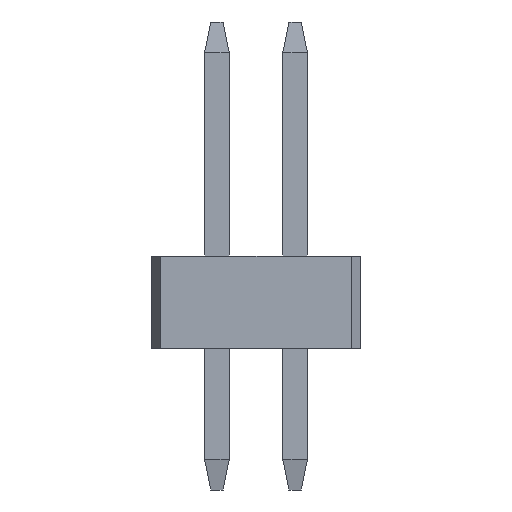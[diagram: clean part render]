
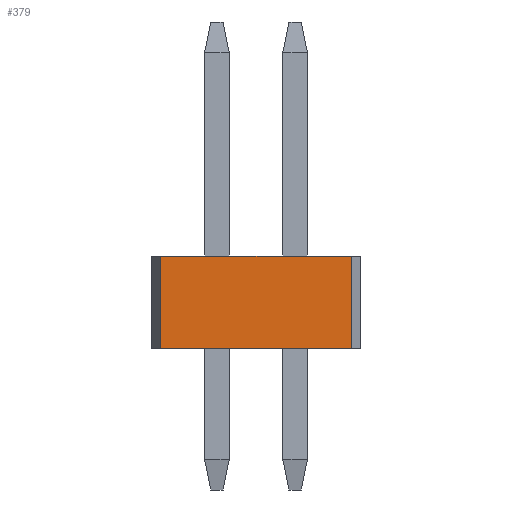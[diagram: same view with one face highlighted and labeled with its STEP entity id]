
A CAD part, left-side view. The second image highlights one B-rep face of the part: STEP entity #379.
In plain terms, the highlighted planar face has unit normal (-1, 0, 0).
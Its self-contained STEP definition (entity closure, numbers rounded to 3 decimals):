
#379=ADVANCED_FACE('',(#767),#5939,.T.);
#767=FACE_OUTER_BOUND('',#1171,.T.);
#1171=EDGE_LOOP('',(#2396,#2397,#2398,#2399));
#2396=ORIENTED_EDGE('',*,*,#3643,.F.);
#2397=ORIENTED_EDGE('',*,*,#3797,.F.);
#2398=ORIENTED_EDGE('',*,*,#3601,.F.);
#2399=ORIENTED_EDGE('',*,*,#3796,.F.);
#3601=EDGE_CURVE('',#5252,#5502,#4551,.T.);
#3643=EDGE_CURVE('',#5511,#5253,#4593,.T.);
#3796=EDGE_CURVE('',#5253,#5252,#4746,.T.);
#3797=EDGE_CURVE('',#5502,#5511,#4747,.T.);
#4551=B_SPLINE_CURVE_WITH_KNOTS('',1,(#8064,#8065),.UNSPECIFIED.,.F.,.F.,
(2,2),(0.,1.),.UNSPECIFIED.);
#4593=B_SPLINE_CURVE_WITH_KNOTS('',1,(#8148,#8149),.UNSPECIFIED.,.F.,.F.,
(2,2),(-1.,0.),.UNSPECIFIED.);
#4746=B_SPLINE_CURVE_WITH_KNOTS('',1,(#8454,#8455),.UNSPECIFIED.,.F.,.F.,
(2,2),(0.044,0.956),.UNSPECIFIED.);
#4747=B_SPLINE_CURVE_WITH_KNOTS('',1,(#8456,#8457),.UNSPECIFIED.,.F.,.F.,
(2,2),(-14.25,-11.15),.UNSPECIFIED.);
#5252=VERTEX_POINT('',#7186);
#5253=VERTEX_POINT('',#7187);
#5502=VERTEX_POINT('',#7436);
#5511=VERTEX_POINT('',#7445);
#5939=PLANE('',#6347);
#6347=AXIS2_PLACEMENT_3D('',#7129,#6738,$);
#6738=DIRECTION('',(-1.,0.,0.));
#7129=CARTESIAN_POINT('',(-5.08,-6.985,-3.165));
#7186=CARTESIAN_POINT('',(-5.08,1.55,0.01));
#7187=CARTESIAN_POINT('',(-5.08,-1.55,0.01));
#7436=CARTESIAN_POINT('',(-5.08,1.55,1.51));
#7445=CARTESIAN_POINT('',(-5.08,-1.55,1.51));
#8064=CARTESIAN_POINT('',(-5.08,1.55,0.01));
#8065=CARTESIAN_POINT('',(-5.08,1.55,1.51));
#8148=CARTESIAN_POINT('',(-5.08,-1.55,1.51));
#8149=CARTESIAN_POINT('',(-5.08,-1.55,0.01));
#8454=CARTESIAN_POINT('',(-5.08,-1.55,0.01));
#8455=CARTESIAN_POINT('',(-5.08,1.55,0.01));
#8456=CARTESIAN_POINT('',(-5.08,1.55,1.51));
#8457=CARTESIAN_POINT('',(-5.08,-1.55,1.51));
